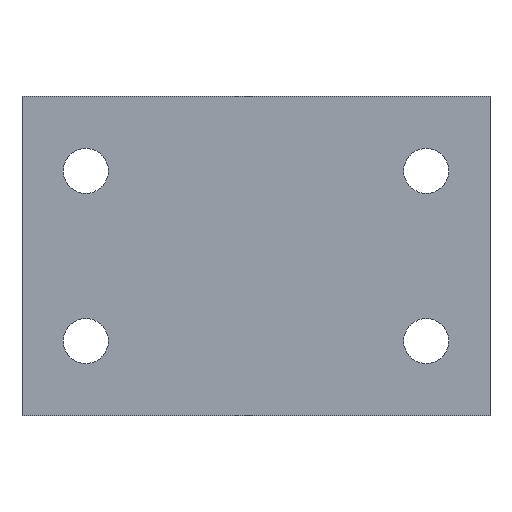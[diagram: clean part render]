
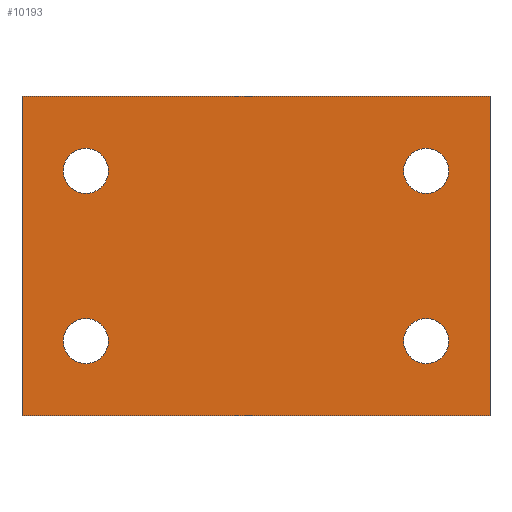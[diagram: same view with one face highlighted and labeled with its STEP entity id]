
A CAD part, front view. The second image highlights one B-rep face of the part: STEP entity #10193.
In plain terms, the highlighted planar face has unit normal (0, -1, 0).
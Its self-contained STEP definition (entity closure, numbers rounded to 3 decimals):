
#9 = ORIENTED_EDGE ( 'NONE', *, *, #10625, .F. ) ;
#66 = CARTESIAN_POINT ( 'NONE',  ( -101.6, 0., -50.8 ) ) ;
#327 = CARTESIAN_POINT ( 'NONE',  ( 101.6, 0., 50.8 ) ) ;
#351 = CARTESIAN_POINT ( 'NONE',  ( -101.6, 0., -37.35 ) ) ;
#515 = DIRECTION ( 'NONE',  ( 0., 0., 1. ) ) ;
#569 = CARTESIAN_POINT ( 'NONE',  ( -101.6, 0., 37.35 ) ) ;
#821 = CARTESIAN_POINT ( 'NONE',  ( 101.6, 0., -50.8 ) ) ;
#1005 = VERTEX_POINT ( 'NONE', #5090 ) ;
#1010 = EDGE_CURVE ( 'NONE', #6373, #2762, #8965, .T. ) ;
#1038 = LINE ( 'NONE', #1762, #10216 ) ;
#1407 = CIRCLE ( 'NONE', #6403, 13.45 ) ;
#1655 = ORIENTED_EDGE ( 'NONE', *, *, #1010, .T. ) ;
#1762 = CARTESIAN_POINT ( 'NONE',  ( -139.7, 0., 95.25 ) ) ;
#1782 = AXIS2_PLACEMENT_3D ( 'NONE', #7064, #10464, #2881 ) ;
#1797 = VERTEX_POINT ( 'NONE', #8590 ) ;
#1846 = AXIS2_PLACEMENT_3D ( 'NONE', #8159, #8996, #515 ) ;
#1939 = VECTOR ( 'NONE', #7690, 1000. ) ;
#1970 = AXIS2_PLACEMENT_3D ( 'NONE', #821, #8413, #3342 ) ;
#2100 = EDGE_LOOP ( 'NONE', ( #4928, #5889, #4346, #9 ) ) ;
#2242 = CARTESIAN_POINT ( 'NONE',  ( -101.6, 0., 64.25 ) ) ;
#2266 = CARTESIAN_POINT ( 'NONE',  ( -101.6, 0., -64.25 ) ) ;
#2268 = FACE_OUTER_BOUND ( 'NONE', #2100, .T. ) ;
#2310 = CARTESIAN_POINT ( 'NONE',  ( -101.6, 0., 50.8 ) ) ;
#2634 = ORIENTED_EDGE ( 'NONE', *, *, #10290, .T. ) ;
#2737 = DIRECTION ( 'NONE',  ( 0., 1., 0. ) ) ;
#2762 = VERTEX_POINT ( 'NONE', #351 ) ;
#2881 = DIRECTION ( 'NONE',  ( 0., 0., 1. ) ) ;
#2904 = EDGE_LOOP ( 'NONE', ( #1655, #9360 ) ) ;
#3120 = LINE ( 'NONE', #4791, #4002 ) ;
#3246 = VERTEX_POINT ( 'NONE', #5807 ) ;
#3342 = DIRECTION ( 'NONE',  ( 0., 0., 1. ) ) ;
#3358 = DIRECTION ( 'NONE',  ( 0., 1., 0. ) ) ;
#3492 = EDGE_CURVE ( 'NONE', #2762, #6373, #6610, .T. ) ;
#3646 = DIRECTION ( 'NONE',  ( 0., 0., 1. ) ) ;
#3756 = CIRCLE ( 'NONE', #1970, 13.45 ) ;
#3776 = CARTESIAN_POINT ( 'NONE',  ( 0., 0., 0. ) ) ;
#4002 = VECTOR ( 'NONE', #9914, 1000. ) ;
#4171 = AXIS2_PLACEMENT_3D ( 'NONE', #66, #3358, #8480 ) ;
#4231 = DIRECTION ( 'NONE',  ( 1., 0., 0. ) ) ;
#4296 = EDGE_CURVE ( 'NONE', #8786, #3246, #8806, .T. ) ;
#4297 = LINE ( 'NONE', #6705, #1939 ) ;
#4346 = ORIENTED_EDGE ( 'NONE', *, *, #4837, .F. ) ;
#4670 = DIRECTION ( 'NONE',  ( 0., 0., 1. ) ) ;
#4783 = FACE_BOUND ( 'NONE', #6448, .T. ) ;
#4791 = CARTESIAN_POINT ( 'NONE',  ( -139.7, 0., -95.25 ) ) ;
#4809 = CIRCLE ( 'NONE', #5706, 13.45 ) ;
#4837 = EDGE_CURVE ( 'NONE', #5385, #8251, #3120, .T. ) ;
#4928 = ORIENTED_EDGE ( 'NONE', *, *, #4296, .F. ) ;
#5089 = ORIENTED_EDGE ( 'NONE', *, *, #10962, .T. ) ;
#5090 = CARTESIAN_POINT ( 'NONE',  ( 101.6, 0., 37.35 ) ) ;
#5291 = CARTESIAN_POINT ( 'NONE',  ( 101.6, 0., -50.8 ) ) ;
#5306 = EDGE_CURVE ( 'NONE', #1797, #1005, #9158, .T. ) ;
#5385 = VERTEX_POINT ( 'NONE', #10297 ) ;
#5450 = EDGE_CURVE ( 'NONE', #8433, #8577, #9876, .T. ) ;
#5503 = FACE_BOUND ( 'NONE', #9649, .T. ) ;
#5547 = CARTESIAN_POINT ( 'NONE',  ( 101.6, 0., -37.35 ) ) ;
#5628 = FACE_BOUND ( 'NONE', #7190, .T. ) ;
#5706 = AXIS2_PLACEMENT_3D ( 'NONE', #327, #2737, #9531 ) ;
#5720 = DIRECTION ( 'NONE',  ( 0., 0., 1. ) ) ;
#5733 = AXIS2_PLACEMENT_3D ( 'NONE', #2310, #5773, #5720 ) ;
#5773 = DIRECTION ( 'NONE',  ( 0., 1., 0. ) ) ;
#5807 = CARTESIAN_POINT ( 'NONE',  ( 139.7, 0., -95.25 ) ) ;
#5889 = ORIENTED_EDGE ( 'NONE', *, *, #8656, .F. ) ;
#6373 = VERTEX_POINT ( 'NONE', #2266 ) ;
#6395 = FACE_BOUND ( 'NONE', #2904, .T. ) ;
#6403 = AXIS2_PLACEMENT_3D ( 'NONE', #7095, #9482, #3646 ) ;
#6448 = EDGE_LOOP ( 'NONE', ( #9576, #2634 ) ) ;
#6581 = AXIS2_PLACEMENT_3D ( 'NONE', #3776, #7171, #4670 ) ;
#6599 = DIRECTION ( 'NONE',  ( 0., 0., 1. ) ) ;
#6610 = CIRCLE ( 'NONE', #1782, 13.45 ) ;
#6705 = CARTESIAN_POINT ( 'NONE',  ( -139.7, 0., -95.25 ) ) ;
#6847 = EDGE_CURVE ( 'NONE', #8577, #8433, #3756, .T. ) ;
#6958 = DIRECTION ( 'NONE',  ( 0., 1., 0. ) ) ;
#7064 = CARTESIAN_POINT ( 'NONE',  ( -101.6, 0., -50.8 ) ) ;
#7077 = EDGE_CURVE ( 'NONE', #10568, #7559, #8552, .T. ) ;
#7095 = CARTESIAN_POINT ( 'NONE',  ( -101.6, 0., 50.8 ) ) ;
#7104 = ORIENTED_EDGE ( 'NONE', *, *, #6847, .T. ) ;
#7153 = CARTESIAN_POINT ( 'NONE',  ( 101.6, 0., -64.25 ) ) ;
#7171 = DIRECTION ( 'NONE',  ( 0., 1., 0. ) ) ;
#7190 = EDGE_LOOP ( 'NONE', ( #5089, #10528 ) ) ;
#7559 = VERTEX_POINT ( 'NONE', #2242 ) ;
#7690 = DIRECTION ( 'NONE',  ( -1., 0., 0. ) ) ;
#7701 = AXIS2_PLACEMENT_3D ( 'NONE', #5291, #6958, #6599 ) ;
#8024 = CARTESIAN_POINT ( 'NONE',  ( 139.7, 0., -95.25 ) ) ;
#8159 = CARTESIAN_POINT ( 'NONE',  ( 101.6, 0., 50.8 ) ) ;
#8251 = VERTEX_POINT ( 'NONE', #9901 ) ;
#8264 = VECTOR ( 'NONE', #9701, 1000. ) ;
#8413 = DIRECTION ( 'NONE',  ( 0., 1., 0. ) ) ;
#8433 = VERTEX_POINT ( 'NONE', #7153 ) ;
#8480 = DIRECTION ( 'NONE',  ( 0., 0., 1. ) ) ;
#8552 = CIRCLE ( 'NONE', #5733, 13.45 ) ;
#8577 = VERTEX_POINT ( 'NONE', #5547 ) ;
#8590 = CARTESIAN_POINT ( 'NONE',  ( 101.6, 0., 64.25 ) ) ;
#8656 = EDGE_CURVE ( 'NONE', #8251, #8786, #1038, .T. ) ;
#8786 = VERTEX_POINT ( 'NONE', #10415 ) ;
#8806 = LINE ( 'NONE', #8024, #8264 ) ;
#8965 = CIRCLE ( 'NONE', #4171, 13.45 ) ;
#8996 = DIRECTION ( 'NONE',  ( 0., 1., 0. ) ) ;
#9007 = ORIENTED_EDGE ( 'NONE', *, *, #5450, .T. ) ;
#9067 = PLANE ( 'NONE',  #6581 ) ;
#9158 = CIRCLE ( 'NONE', #1846, 13.45 ) ;
#9360 = ORIENTED_EDGE ( 'NONE', *, *, #3492, .T. ) ;
#9482 = DIRECTION ( 'NONE',  ( 0., 1., 0. ) ) ;
#9531 = DIRECTION ( 'NONE',  ( 0., 0., 1. ) ) ;
#9576 = ORIENTED_EDGE ( 'NONE', *, *, #7077, .T. ) ;
#9649 = EDGE_LOOP ( 'NONE', ( #9007, #7104 ) ) ;
#9701 = DIRECTION ( 'NONE',  ( 0., 0., -1. ) ) ;
#9876 = CIRCLE ( 'NONE', #7701, 13.45 ) ;
#9901 = CARTESIAN_POINT ( 'NONE',  ( -139.7, 0., 95.25 ) ) ;
#9914 = DIRECTION ( 'NONE',  ( 0., 0., 1. ) ) ;
#10193 = ADVANCED_FACE ( 'NONE', ( #2268, #6395, #4783, #5628, #5503 ), #9067, .F. ) ;
#10216 = VECTOR ( 'NONE', #4231, 1000. ) ;
#10290 = EDGE_CURVE ( 'NONE', #7559, #10568, #1407, .T. ) ;
#10297 = CARTESIAN_POINT ( 'NONE',  ( -139.7, 0., -95.25 ) ) ;
#10415 = CARTESIAN_POINT ( 'NONE',  ( 139.7, 0., 95.25 ) ) ;
#10464 = DIRECTION ( 'NONE',  ( 0., 1., 0. ) ) ;
#10528 = ORIENTED_EDGE ( 'NONE', *, *, #5306, .T. ) ;
#10568 = VERTEX_POINT ( 'NONE', #569 ) ;
#10625 = EDGE_CURVE ( 'NONE', #3246, #5385, #4297, .T. ) ;
#10962 = EDGE_CURVE ( 'NONE', #1005, #1797, #4809, .T. ) ;
